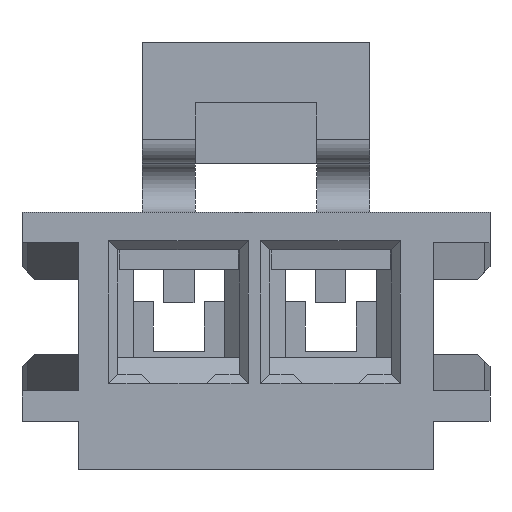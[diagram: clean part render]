
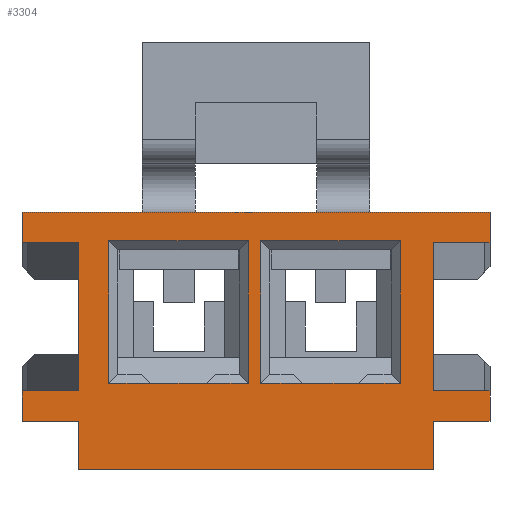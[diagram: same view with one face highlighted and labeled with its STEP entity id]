
A CAD part, front view. The second image highlights one B-rep face of the part: STEP entity #3304.
In plain terms, the highlighted planar face has unit normal (0, -1, 0).
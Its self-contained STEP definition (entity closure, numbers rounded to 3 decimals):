
#330=ORIENTED_EDGE('',*,*,#1211,.T.);
#331=ORIENTED_EDGE('',*,*,#1212,.T.);
#332=ORIENTED_EDGE('',*,*,#1213,.F.);
#333=ORIENTED_EDGE('',*,*,#1214,.T.);
#334=ORIENTED_EDGE('',*,*,#1215,.T.);
#335=ORIENTED_EDGE('',*,*,#1216,.T.);
#336=ORIENTED_EDGE('',*,*,#1217,.T.);
#337=ORIENTED_EDGE('',*,*,#1218,.T.);
#338=ORIENTED_EDGE('',*,*,#1219,.F.);
#339=ORIENTED_EDGE('',*,*,#1220,.T.);
#340=ORIENTED_EDGE('',*,*,#1221,.T.);
#341=ORIENTED_EDGE('',*,*,#1222,.T.);
#342=ORIENTED_EDGE('',*,*,#1223,.F.);
#343=ORIENTED_EDGE('',*,*,#1224,.T.);
#344=ORIENTED_EDGE('',*,*,#1225,.F.);
#345=ORIENTED_EDGE('',*,*,#1226,.F.);
#346=ORIENTED_EDGE('',*,*,#1195,.F.);
#347=ORIENTED_EDGE('',*,*,#1227,.F.);
#348=ORIENTED_EDGE('',*,*,#1228,.F.);
#349=ORIENTED_EDGE('',*,*,#1229,.T.);
#350=ORIENTED_EDGE('',*,*,#1200,.F.);
#351=ORIENTED_EDGE('',*,*,#1230,.F.);
#352=ORIENTED_EDGE('',*,*,#1231,.T.);
#353=ORIENTED_EDGE('',*,*,#1232,.T.);
#354=ORIENTED_EDGE('',*,*,#1233,.T.);
#355=ORIENTED_EDGE('',*,*,#1234,.F.);
#356=ORIENTED_EDGE('',*,*,#1235,.F.);
#357=ORIENTED_EDGE('',*,*,#1236,.F.);
#1195=EDGE_CURVE('',#1634,#1636,#1974,.T.);
#1200=EDGE_CURVE('',#1639,#1640,#1979,.T.);
#1211=EDGE_CURVE('',#1647,#1648,#1990,.T.);
#1212=EDGE_CURVE('',#1648,#1649,#1991,.T.);
#1213=EDGE_CURVE('',#1650,#1649,#1992,.T.);
#1214=EDGE_CURVE('',#1650,#1651,#1993,.T.);
#1215=EDGE_CURVE('',#1651,#1652,#1994,.T.);
#1216=EDGE_CURVE('',#1652,#1647,#1995,.T.);
#1217=EDGE_CURVE('',#1653,#1654,#1996,.T.);
#1218=EDGE_CURVE('',#1654,#1655,#1997,.T.);
#1219=EDGE_CURVE('',#1656,#1655,#1998,.T.);
#1220=EDGE_CURVE('',#1656,#1657,#1999,.T.);
#1221=EDGE_CURVE('',#1657,#1658,#2000,.T.);
#1222=EDGE_CURVE('',#1658,#1653,#2001,.T.);
#1223=EDGE_CURVE('',#1659,#1660,#2002,.T.);
#1224=EDGE_CURVE('',#1659,#1661,#2003,.T.);
#1225=EDGE_CURVE('',#1662,#1661,#2004,.T.);
#1226=EDGE_CURVE('',#1636,#1662,#2005,.T.);
#1227=EDGE_CURVE('',#1663,#1634,#2006,.T.);
#1228=EDGE_CURVE('',#1664,#1663,#2007,.T.);
#1229=EDGE_CURVE('',#1664,#1640,#2008,.T.);
#1230=EDGE_CURVE('',#1665,#1639,#2009,.T.);
#1231=EDGE_CURVE('',#1665,#1666,#2010,.T.);
#1232=EDGE_CURVE('',#1666,#1667,#2011,.T.);
#1233=EDGE_CURVE('',#1667,#1668,#2012,.T.);
#1234=EDGE_CURVE('',#1669,#1668,#2013,.T.);
#1235=EDGE_CURVE('',#1670,#1669,#2014,.T.);
#1236=EDGE_CURVE('',#1660,#1670,#2015,.T.);
#1634=VERTEX_POINT('',#4872);
#1636=VERTEX_POINT('',#4875);
#1639=VERTEX_POINT('',#4882);
#1640=VERTEX_POINT('',#4884);
#1647=VERTEX_POINT('',#4905);
#1648=VERTEX_POINT('',#4906);
#1649=VERTEX_POINT('',#4908);
#1650=VERTEX_POINT('',#4910);
#1651=VERTEX_POINT('',#4912);
#1652=VERTEX_POINT('',#4914);
#1653=VERTEX_POINT('',#4917);
#1654=VERTEX_POINT('',#4918);
#1655=VERTEX_POINT('',#4920);
#1656=VERTEX_POINT('',#4922);
#1657=VERTEX_POINT('',#4924);
#1658=VERTEX_POINT('',#4926);
#1659=VERTEX_POINT('',#4929);
#1660=VERTEX_POINT('',#4930);
#1661=VERTEX_POINT('',#4932);
#1662=VERTEX_POINT('',#4934);
#1663=VERTEX_POINT('',#4937);
#1664=VERTEX_POINT('',#4939);
#1665=VERTEX_POINT('',#4942);
#1666=VERTEX_POINT('',#4944);
#1667=VERTEX_POINT('',#4946);
#1668=VERTEX_POINT('',#4948);
#1669=VERTEX_POINT('',#4950);
#1670=VERTEX_POINT('',#4952);
#1974=LINE('',#4874,#2441);
#1979=LINE('',#4883,#2446);
#1990=LINE('',#4904,#2457);
#1991=LINE('',#4907,#2458);
#1992=LINE('',#4909,#2459);
#1993=LINE('',#4911,#2460);
#1994=LINE('',#4913,#2461);
#1995=LINE('',#4915,#2462);
#1996=LINE('',#4916,#2463);
#1997=LINE('',#4919,#2464);
#1998=LINE('',#4921,#2465);
#1999=LINE('',#4923,#2466);
#2000=LINE('',#4925,#2467);
#2001=LINE('',#4927,#2468);
#2002=LINE('',#4928,#2469);
#2003=LINE('',#4931,#2470);
#2004=LINE('',#4933,#2471);
#2005=LINE('',#4935,#2472);
#2006=LINE('',#4936,#2473);
#2007=LINE('',#4938,#2474);
#2008=LINE('',#4940,#2475);
#2009=LINE('',#4941,#2476);
#2010=LINE('',#4943,#2477);
#2011=LINE('',#4945,#2478);
#2012=LINE('',#4947,#2479);
#2013=LINE('',#4949,#2480);
#2014=LINE('',#4951,#2481);
#2015=LINE('',#4953,#2482);
#2441=VECTOR('',#3930,1000.);
#2446=VECTOR('',#3935,1000.);
#2457=VECTOR('',#3952,1000.);
#2458=VECTOR('',#3953,1000.);
#2459=VECTOR('',#3954,1000.);
#2460=VECTOR('',#3955,1000.);
#2461=VECTOR('',#3956,1000.);
#2462=VECTOR('',#3957,1000.);
#2463=VECTOR('',#3958,1000.);
#2464=VECTOR('',#3959,1000.);
#2465=VECTOR('',#3960,1000.);
#2466=VECTOR('',#3961,1000.);
#2467=VECTOR('',#3962,1000.);
#2468=VECTOR('',#3963,1000.);
#2469=VECTOR('',#3964,1000.);
#2470=VECTOR('',#3965,1000.);
#2471=VECTOR('',#3966,1000.);
#2472=VECTOR('',#3967,1000.);
#2473=VECTOR('',#3968,1000.);
#2474=VECTOR('',#3969,1000.);
#2475=VECTOR('',#3970,1000.);
#2476=VECTOR('',#3971,1000.);
#2477=VECTOR('',#3972,1000.);
#2478=VECTOR('',#3973,1000.);
#2479=VECTOR('',#3974,1000.);
#2480=VECTOR('',#3975,1000.);
#2481=VECTOR('',#3976,1000.);
#2482=VECTOR('',#3977,1000.);
#2774=EDGE_LOOP('',(#330,#331,#332,#333,#334,#335));
#2775=EDGE_LOOP('',(#336,#337,#338,#339,#340,#341));
#2776=EDGE_LOOP('',(#342,#343,#344,#345,#346,#347,#348,#349,#350,#351,#352,
#353,#354,#355,#356,#357));
#2957=FACE_BOUND('',#2774,.T.);
#2958=FACE_BOUND('',#2775,.T.);
#2959=FACE_BOUND('',#2776,.T.);
#3131=PLANE('',#3503);
#3304=ADVANCED_FACE('',(#2957,#2958,#2959),#3131,.F.);
#3503=AXIS2_PLACEMENT_3D('',#4903,#3950,#3951);
#3930=DIRECTION('',(-1.,0.,0.));
#3935=DIRECTION('',(-1.,0.,0.));
#3950=DIRECTION('',(0.,1.,0.));
#3951=DIRECTION('',(0.,0.,1.));
#3952=DIRECTION('',(0.,0.,-1.));
#3953=DIRECTION('',(-1.,0.,0.));
#3954=DIRECTION('',(1.,0.,0.));
#3955=DIRECTION('',(-1.,0.,0.));
#3956=DIRECTION('',(0.,0.,1.));
#3957=DIRECTION('',(1.,0.,0.));
#3958=DIRECTION('',(0.,0.,-1.));
#3959=DIRECTION('',(-1.,0.,0.));
#3960=DIRECTION('',(1.,0.,0.));
#3961=DIRECTION('',(-1.,0.,0.));
#3962=DIRECTION('',(0.,0.,1.));
#3963=DIRECTION('',(1.,0.,0.));
#3964=DIRECTION('',(-1.,0.,0.));
#3965=DIRECTION('',(0.,0.,-1.));
#3966=DIRECTION('',(1.,0.,0.));
#3967=DIRECTION('',(0.,0.,1.));
#3968=DIRECTION('',(0.,0.,1.));
#3969=DIRECTION('',(-1.,0.,0.));
#3970=DIRECTION('',(0.,0.,1.));
#3971=DIRECTION('',(0.,0.,-1.));
#3972=DIRECTION('',(-1.,0.,0.));
#3973=DIRECTION('',(0.,0.,1.));
#3974=DIRECTION('',(1.,0.,0.));
#3975=DIRECTION('',(0.,0.,-1.));
#3976=DIRECTION('',(1.,0.,0.));
#3977=DIRECTION('',(0.,0.,1.));
#4872=CARTESIAN_POINT('',(-2.925,0.,-1.72));
#4874=CARTESIAN_POINT('',(3.85,0.,-1.72));
#4875=CARTESIAN_POINT('',(-3.85,0.,-1.72));
#4882=CARTESIAN_POINT('',(3.85,0.,-1.72));
#4883=CARTESIAN_POINT('',(3.85,0.,-1.72));
#4884=CARTESIAN_POINT('',(2.925,0.,-1.72));
#4903=CARTESIAN_POINT('',(0.,0.,0.));
#4904=CARTESIAN_POINT('',(-0.125,0.,-0.945));
#4905=CARTESIAN_POINT('',(-0.125,0.,1.25));
#4906=CARTESIAN_POINT('',(-0.125,0.,-1.095));
#4907=CARTESIAN_POINT('',(0.,0.,-1.095));
#4908=CARTESIAN_POINT('',(-0.815,0.,-1.095));
#4909=CARTESIAN_POINT('',(-1.735,0.,-1.095));
#4910=CARTESIAN_POINT('',(-1.735,0.,-1.095));
#4911=CARTESIAN_POINT('',(0.,0.,-1.095));
#4912=CARTESIAN_POINT('',(-2.425,0.,-1.095));
#4913=CARTESIAN_POINT('',(-2.425,0.,1.1));
#4914=CARTESIAN_POINT('',(-2.425,0.,1.25));
#4915=CARTESIAN_POINT('',(-0.275,0.,1.25));
#4916=CARTESIAN_POINT('',(2.375,0.,-0.945));
#4917=CARTESIAN_POINT('',(2.375,0.,1.25));
#4918=CARTESIAN_POINT('',(2.375,0.,-1.095));
#4919=CARTESIAN_POINT('',(0.,0.,-1.095));
#4920=CARTESIAN_POINT('',(1.685,0.,-1.095));
#4921=CARTESIAN_POINT('',(0.765,0.,-1.095));
#4922=CARTESIAN_POINT('',(0.765,0.,-1.095));
#4923=CARTESIAN_POINT('',(0.,0.,-1.095));
#4924=CARTESIAN_POINT('',(0.075,0.,-1.095));
#4925=CARTESIAN_POINT('',(0.075,0.,1.1));
#4926=CARTESIAN_POINT('',(0.075,0.,1.25));
#4927=CARTESIAN_POINT('',(2.225,0.,1.25));
#4928=CARTESIAN_POINT('',(-3.85,0.,1.22));
#4929=CARTESIAN_POINT('',(-2.925,0.,1.22));
#4930=CARTESIAN_POINT('',(-3.85,0.,1.22));
#4931=CARTESIAN_POINT('',(-2.925,0.,0.));
#4932=CARTESIAN_POINT('',(-2.925,0.,-1.22));
#4933=CARTESIAN_POINT('',(-2.925,0.,-1.22));
#4934=CARTESIAN_POINT('',(-3.85,0.,-1.22));
#4935=CARTESIAN_POINT('',(-3.85,0.,-1.72));
#4936=CARTESIAN_POINT('',(-2.925,0.,-2.52));
#4937=CARTESIAN_POINT('',(-2.925,0.,-2.52));
#4938=CARTESIAN_POINT('',(2.925,0.,-2.52));
#4939=CARTESIAN_POINT('',(2.925,0.,-2.52));
#4940=CARTESIAN_POINT('',(2.925,0.,-2.52));
#4941=CARTESIAN_POINT('',(3.85,0.,1.72));
#4942=CARTESIAN_POINT('',(3.85,0.,-1.22));
#4943=CARTESIAN_POINT('',(2.925,0.,-1.22));
#4944=CARTESIAN_POINT('',(2.925,0.,-1.22));
#4945=CARTESIAN_POINT('',(2.925,0.,1.22));
#4946=CARTESIAN_POINT('',(2.925,0.,1.22));
#4947=CARTESIAN_POINT('',(3.85,0.,1.22));
#4948=CARTESIAN_POINT('',(3.85,0.,1.22));
#4949=CARTESIAN_POINT('',(3.85,0.,1.72));
#4950=CARTESIAN_POINT('',(3.85,0.,1.72));
#4951=CARTESIAN_POINT('',(-3.85,0.,1.72));
#4952=CARTESIAN_POINT('',(-3.85,0.,1.72));
#4953=CARTESIAN_POINT('',(-3.85,0.,-1.72));
